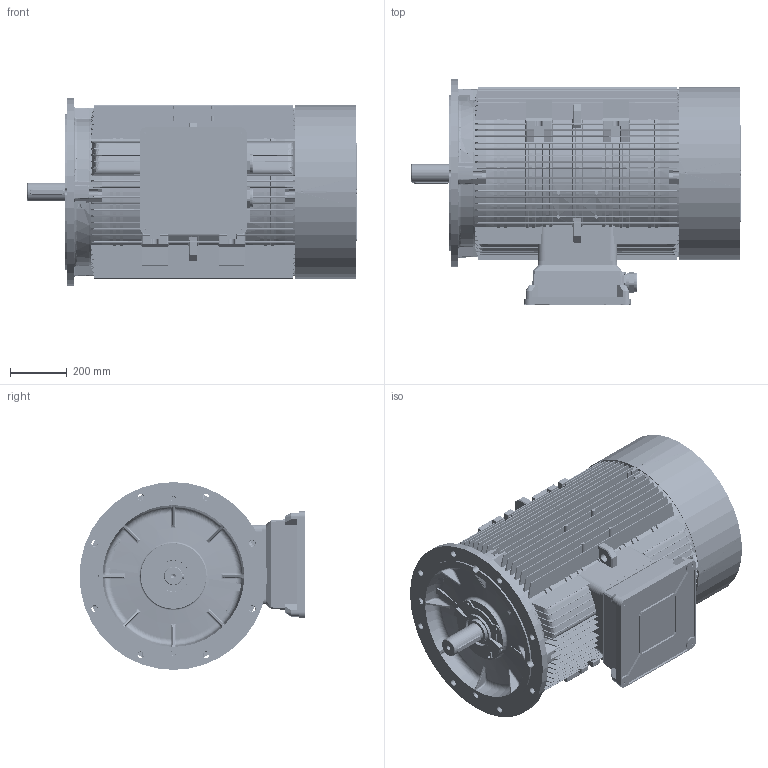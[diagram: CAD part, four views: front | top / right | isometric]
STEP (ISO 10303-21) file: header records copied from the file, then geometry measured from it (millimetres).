
FILE_DESCRIPTION (( 'STEP AP214' ), '1' );
FILE_NAME ('FCA315 S-B5-IC411-2 POLES.STEP', '2024-10-18T13:36:00', ( '' ), ( '' ), 'SwSTEP 2.0', 'SolidWorks 2024', '' );
FILE_SCHEMA (( 'AUTOMOTIVE_DESIGN' ));
Length unit declared in the file: millimetre
Products named in the file (19): Guarnizione scatola-motore 315M-355T; A35653W_Coperchietto interno ghisa_Ø cusc180; BOCCAGLIO BP251; A35638W_Scudo ghisa Posteriore C315M_cuscinetto Ø180 GHISA_Cuscinetto 180; A35637W_Flangia 315M - Cusc.180; Guarnizione scatola-coperchio 315M-355T; A35776W_Coperchietto esterno ghisa Ø180_foro Ø86; FCA315 S-B5-IC411-2 POLES; A37012W_Coperchietto esterno ghisa Ø180_foroØ86_H5_FORI INGRASSAGGI; Scatola morsetti 315M-355T_SENZA FORI; Albero 315M-2 poli; GRIGLIA BP251; Copriventola 315M  h.215 - con boccaglio; Scatola morsetti 315M-355T; UNI6604-A-18x11x120; PRESSACAVO M63; Tappo M63; Carcassa 315M-355T_pacco 480; Coperchio scatola morsetti 315M-355T
Assembly tree (20 placements, depth 3):
  FCA315 S-B5-IC411-2 POLES
    A35638W_Scudo ghisa Posteriore C315M_cuscinetto Ø180 GHISA_Cuscinetto 180
    A35637W_Flangia 315M - Cusc.180
    Copriventola 315M  h.215 - con boccaglio
    BOCCAGLIO BP251
    GRIGLIA BP251
    A37012W_Coperchietto esterno ghisa Ø180_foroØ86_H5_FORI INGRASSAGGI
    Albero 315M-2 poli
    UNI6604-A-18x11x120
    A35653W_Coperchietto interno ghisa_Ø cusc180
    A35776W_Coperchietto esterno ghisa Ø180_foro Ø86
    Carcassa 315M-355T_pacco 480
    Scatola morsetti 315M-355T
      Guarnizione scatola-motore 315M-355T
      Scatola morsetti 315M-355T_SENZA FORI
      Guarnizione scatola-coperchio 315M-355T
      Coperchio scatola morsetti 315M-355T
      PRESSACAVO M63  x2
      Tappo M63  x2
Bounding box: 1159 x 791 x 660 mm (x, y, z)
Volume: 54647261.7 mm3; surface area: 11907900.4 mm2
Topology: 35 solids, 39 shells, 6463 faces, 21620 edges, 13725 vertices
Faces by surface type: cylinder 3117, plane 1767, cone 684, torus 432, bspline 301, sphere 162
Entity records: 257690 total; most frequent: CARTESIAN_POINT 78578, ORIENTED_EDGE 41690, DIRECTION 35068, EDGE_CURVE 20845, VERTEX_POINT 13326, AXIS2_PLACEMENT_3D 13317, VECTOR 8434, LINE 8434
